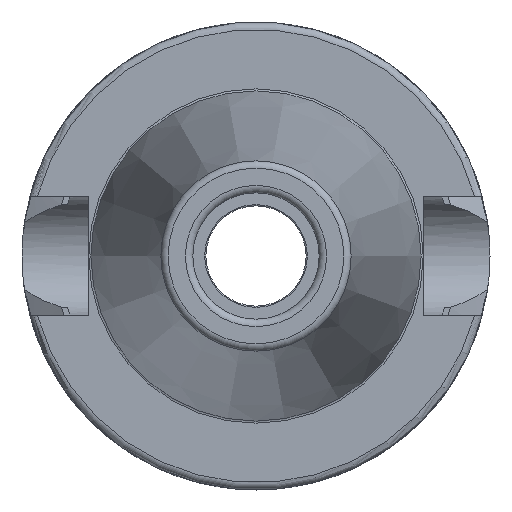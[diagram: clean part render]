
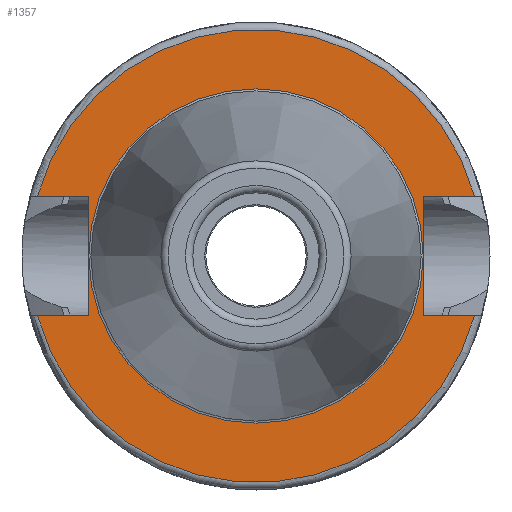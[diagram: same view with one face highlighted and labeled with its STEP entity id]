
A CAD part, left-side view. The second image highlights one B-rep face of the part: STEP entity #1357.
In plain terms, the highlighted planar face has unit normal (-1, 0, 0).
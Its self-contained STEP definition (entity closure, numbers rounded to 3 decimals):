
#50=FACE_BOUND('',#265,.T.);
#66=PLANE('',#1560);
#180=FACE_OUTER_BOUND('',#264,.T.);
#264=EDGE_LOOP('',(#1145,#1146,#1147,#1148,#1149,#1150,#1151,#1152));
#265=EDGE_LOOP('',(#1153));
#326=LINE('',#2427,#409);
#330=LINE('',#2435,#413);
#333=LINE('',#2455,#416);
#344=LINE('',#2555,#427);
#347=LINE('',#2576,#430);
#349=LINE('',#2579,#432);
#409=VECTOR('',#1775,10.);
#413=VECTOR('',#1781,10.);
#416=VECTOR('',#1786,10.);
#427=VECTOR('',#1841,10.);
#430=VECTOR('',#1846,10.);
#432=VECTOR('',#1850,10.);
#513=CIRCLE('',#1537,30.5);
#525=CIRCLE('',#1559,22.5);
#526=CIRCLE('',#1561,30.5);
#613=VERTEX_POINT('',#2415);
#614=VERTEX_POINT('',#2426);
#616=VERTEX_POINT('',#2432);
#617=VERTEX_POINT('',#2434);
#632=VERTEX_POINT('',#2515);
#639=VERTEX_POINT('',#2552);
#640=VERTEX_POINT('',#2554);
#644=VERTEX_POINT('',#2575);
#652=VERTEX_POINT('',#2605);
#767=EDGE_CURVE('',#614,#613,#326,.T.);
#771=EDGE_CURVE('',#617,#616,#330,.T.);
#776=EDGE_CURVE('',#616,#614,#333,.T.);
#796=EDGE_CURVE('',#617,#632,#513,.T.);
#806=EDGE_CURVE('',#640,#639,#344,.T.);
#811=EDGE_CURVE('',#644,#632,#347,.T.);
#813=EDGE_CURVE('',#639,#644,#349,.T.);
#827=EDGE_CURVE('',#652,#652,#525,.T.);
#828=EDGE_CURVE('',#640,#613,#526,.T.);
#1145=ORIENTED_EDGE('',*,*,#767,.T.);
#1146=ORIENTED_EDGE('',*,*,#828,.F.);
#1147=ORIENTED_EDGE('',*,*,#806,.T.);
#1148=ORIENTED_EDGE('',*,*,#813,.T.);
#1149=ORIENTED_EDGE('',*,*,#811,.T.);
#1150=ORIENTED_EDGE('',*,*,#796,.F.);
#1151=ORIENTED_EDGE('',*,*,#771,.T.);
#1152=ORIENTED_EDGE('',*,*,#776,.T.);
#1153=ORIENTED_EDGE('',*,*,#827,.T.);
#1357=ADVANCED_FACE('',(#180,#50),#66,.T.);
#1537=AXIS2_PLACEMENT_3D('',#2516,#1828,#1829);
#1559=AXIS2_PLACEMENT_3D('',#2607,#1886,#1887);
#1560=AXIS2_PLACEMENT_3D('',#2608,#1888,#1889);
#1561=AXIS2_PLACEMENT_3D('',#2609,#1890,#1891);
#1775=DIRECTION('',(0.,-1.,0.));
#1781=DIRECTION('',(0.,1.,0.));
#1786=DIRECTION('',(0.,0.,1.));
#1828=DIRECTION('center_axis',(1.,0.,0.));
#1829=DIRECTION('ref_axis',(0.,0.,-1.));
#1841=DIRECTION('',(0.,-1.,0.));
#1846=DIRECTION('',(0.,1.,0.));
#1850=DIRECTION('',(0.,0.,-1.));
#1886=DIRECTION('center_axis',(1.,0.,0.));
#1887=DIRECTION('ref_axis',(0.,0.,-1.));
#1888=DIRECTION('center_axis',(-1.,0.,0.));
#1889=DIRECTION('ref_axis',(0.,0.,1.));
#1890=DIRECTION('center_axis',(1.,0.,0.));
#1891=DIRECTION('ref_axis',(0.,0.,-1.));
#2415=CARTESIAN_POINT('',(2.,-29.418,8.05));
#2426=CARTESIAN_POINT('',(2.,-22.6,8.05));
#2427=CARTESIAN_POINT('',(2.,3.95,8.05));
#2432=CARTESIAN_POINT('',(2.,-22.6,-8.05));
#2434=CARTESIAN_POINT('',(2.,-29.418,-8.05));
#2435=CARTESIAN_POINT('',(2.,3.95,-8.05));
#2455=CARTESIAN_POINT('',(2.,-22.6,0.));
#2515=CARTESIAN_POINT('',(2.,29.418,-8.05));
#2516=CARTESIAN_POINT('Origin',(2.,0.,0.));
#2552=CARTESIAN_POINT('',(2.,22.6,8.05));
#2554=CARTESIAN_POINT('',(2.,29.418,8.05));
#2555=CARTESIAN_POINT('',(2.,26.55,8.05));
#2575=CARTESIAN_POINT('',(2.,22.6,-8.05));
#2576=CARTESIAN_POINT('',(2.,26.55,-8.05));
#2579=CARTESIAN_POINT('',(2.,22.6,0.));
#2605=CARTESIAN_POINT('',(2.,0.,22.5));
#2607=CARTESIAN_POINT('Origin',(2.,0.,0.));
#2608=CARTESIAN_POINT('Origin',(2.,30.5,0.));
#2609=CARTESIAN_POINT('Origin',(2.,0.,0.));
